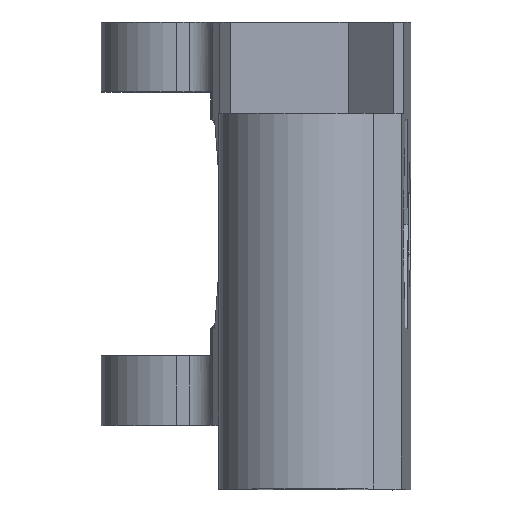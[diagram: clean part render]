
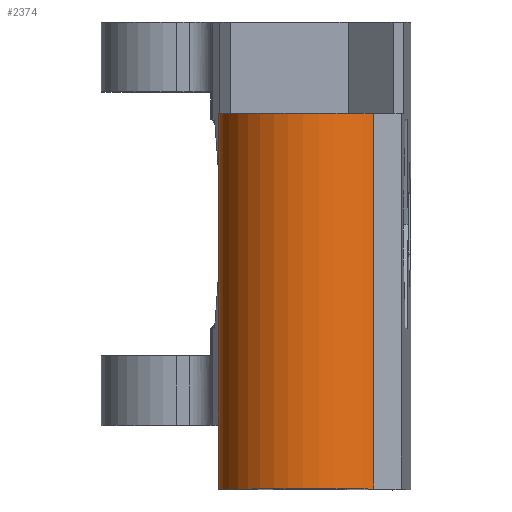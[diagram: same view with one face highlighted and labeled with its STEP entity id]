
A CAD part, top view. The second image highlights one B-rep face of the part: STEP entity #2374.
In plain terms, the highlighted cylindrical face has radius 5 mm (diameter 10 mm), a partial arc.
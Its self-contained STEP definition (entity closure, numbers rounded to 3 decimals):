
#34=CYLINDRICAL_SURFACE('',#2525,5.);
#52=CIRCLE('',#2526,5.);
#53=CIRCLE('',#2527,5.);
#136=FACE_OUTER_BOUND('',#270,.T.);
#270=EDGE_LOOP('',(#1691,#1692,#1693,#1694,#1695,#1696));
#410=B_SPLINE_CURVE_WITH_KNOTS('',3,(#3627,#3628,#3629,#3630,#3631,#3632,
#3633,#3634,#3635,#3636,#3637,#3638,#3639,#3640,#3641,#3642,#3643,#3644,
#3645,#3646,#3647,#3648),.UNSPECIFIED.,.F.,.F.,(4,2,2,2,2,2,2,2,2,2,4),
(1.232,1.256,1.291,1.326,1.353,
1.381,1.408,1.436,1.471,1.506,
1.53),.UNSPECIFIED.);
#486=LINE('',#3600,#744);
#499=LINE('',#3625,#757);
#500=LINE('',#3652,#758);
#744=VECTOR('',#2809,10.);
#757=VECTOR('',#2822,10.);
#758=VECTOR('',#2827,10.);
#1015=VERTEX_POINT('',#3594);
#1017=VERTEX_POINT('',#3597);
#1018=VERTEX_POINT('',#3599);
#1030=VERTEX_POINT('',#3623);
#1031=VERTEX_POINT('',#3649);
#1032=VERTEX_POINT('',#3651);
#1267=EDGE_CURVE('',#1017,#1018,#486,.T.);
#1280=EDGE_CURVE('',#1030,#1015,#499,.T.);
#1281=EDGE_CURVE('',#1017,#1015,#410,.T.);
#1282=EDGE_CURVE('',#1030,#1031,#52,.T.);
#1283=EDGE_CURVE('',#1031,#1032,#500,.T.);
#1284=EDGE_CURVE('',#1018,#1032,#53,.T.);
#1691=ORIENTED_EDGE('',*,*,#1281,.T.);
#1692=ORIENTED_EDGE('',*,*,#1280,.F.);
#1693=ORIENTED_EDGE('',*,*,#1282,.T.);
#1694=ORIENTED_EDGE('',*,*,#1283,.T.);
#1695=ORIENTED_EDGE('',*,*,#1284,.F.);
#1696=ORIENTED_EDGE('',*,*,#1267,.F.);
#2374=ADVANCED_FACE('',(#136),#34,.T.);
#2525=AXIS2_PLACEMENT_3D('',#3626,#2823,#2824);
#2526=AXIS2_PLACEMENT_3D('',#3650,#2825,#2826);
#2527=AXIS2_PLACEMENT_3D('',#3653,#2828,#2829);
#2809=DIRECTION('',(0.,1.,0.));
#2822=DIRECTION('',(0.,1.,0.));
#2823=DIRECTION('center_axis',(0.,1.,0.));
#2824=DIRECTION('ref_axis',(-0.711,0.,0.703));
#2825=DIRECTION('center_axis',(0.,1.,0.));
#2826=DIRECTION('ref_axis',(-0.711,0.,0.703));
#2827=DIRECTION('',(0.,1.,0.));
#2828=DIRECTION('center_axis',(0.,1.,0.));
#2829=DIRECTION('ref_axis',(0.018,0.,-1.));
#3594=CARTESIAN_POINT('',(7.167,12.468,89.915));
#3597=CARTESIAN_POINT('',(7.167,14.765,89.915));
#3599=CARTESIAN_POINT('',(7.167,19.865,89.915));
#3600=CARTESIAN_POINT('',(7.167,-0.635,89.915));
#3623=CARTESIAN_POINT('',(7.167,-0.635,89.915));
#3625=CARTESIAN_POINT('',(7.167,-0.635,89.915));
#3626=CARTESIAN_POINT('Origin',(11.5,-0.635,92.41));
#3627=CARTESIAN_POINT('Ctrl Pts',(7.167,14.765,89.915));
#3628=CARTESIAN_POINT('Ctrl Pts',(7.13,14.735,89.979));
#3629=CARTESIAN_POINT('Ctrl Pts',(7.096,14.701,90.042));
#3630=CARTESIAN_POINT('Ctrl Pts',(7.016,14.605,90.195));
#3631=CARTESIAN_POINT('Ctrl Pts',(6.971,14.533,90.29));
#3632=CARTESIAN_POINT('Ctrl Pts',(6.894,14.363,90.461));
#3633=CARTESIAN_POINT('Ctrl Pts',(6.864,14.265,90.536));
#3634=CARTESIAN_POINT('Ctrl Pts',(6.825,14.087,90.637));
#3635=CARTESIAN_POINT('Ctrl Pts',(6.81,13.996,90.676));
#3636=CARTESIAN_POINT('Ctrl Pts',(6.792,13.806,90.727));
#3637=CARTESIAN_POINT('Ctrl Pts',(6.787,13.708,90.739));
#3638=CARTESIAN_POINT('Ctrl Pts',(6.787,13.525,90.739));
#3639=CARTESIAN_POINT('Ctrl Pts',(6.792,13.426,90.727));
#3640=CARTESIAN_POINT('Ctrl Pts',(6.81,13.237,90.676));
#3641=CARTESIAN_POINT('Ctrl Pts',(6.825,13.146,90.637));
#3642=CARTESIAN_POINT('Ctrl Pts',(6.864,12.968,90.536));
#3643=CARTESIAN_POINT('Ctrl Pts',(6.894,12.87,90.461));
#3644=CARTESIAN_POINT('Ctrl Pts',(6.971,12.7,90.29));
#3645=CARTESIAN_POINT('Ctrl Pts',(7.016,12.628,90.195));
#3646=CARTESIAN_POINT('Ctrl Pts',(7.096,12.532,90.042));
#3647=CARTESIAN_POINT('Ctrl Pts',(7.13,12.498,89.979));
#3648=CARTESIAN_POINT('Ctrl Pts',(7.167,12.468,89.915));
#3649=CARTESIAN_POINT('',(14.97,-0.635,96.01));
#3650=CARTESIAN_POINT('Origin',(11.5,-0.635,92.41));
#3651=CARTESIAN_POINT('',(14.97,19.865,96.01));
#3652=CARTESIAN_POINT('',(14.97,-0.635,96.01));
#3653=CARTESIAN_POINT('Origin',(11.5,19.865,92.41));
